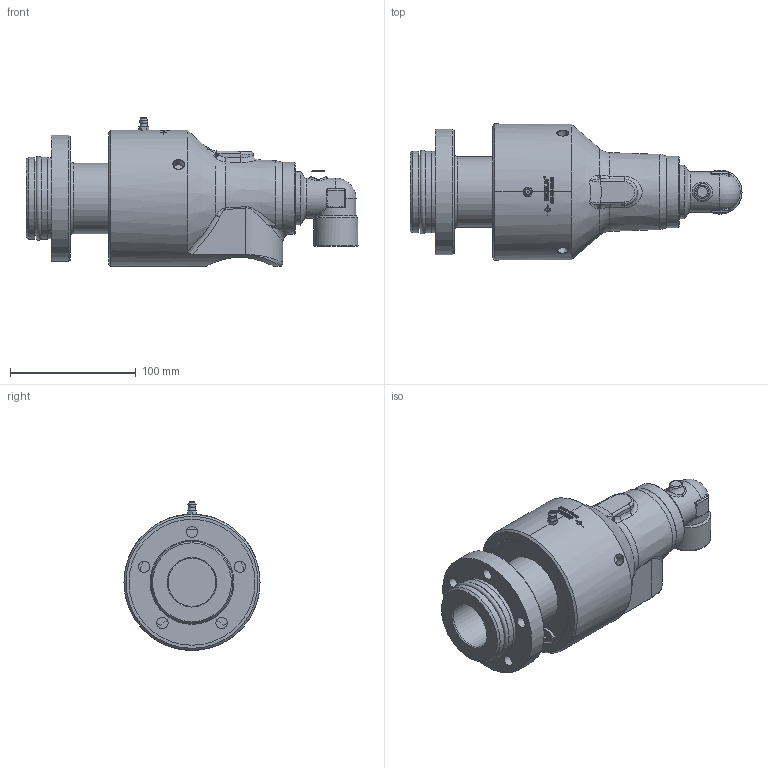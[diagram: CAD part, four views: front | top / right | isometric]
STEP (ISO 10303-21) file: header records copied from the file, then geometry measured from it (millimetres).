
FILE_DESCRIPTION(/* description */ (''),/* implementation_level */ '2;1');
FILE_NAME(/* name */ '555-000-765468-IC.stp',/* time_stamp */ '2020-05-20T13:20:05-05:00',/* author */ ('GALINDOLM'),/* organization */ (''),/* preprocessor_version */ 'ST-DEVELOPER v18',/* originating_system */ 'Autodesk Inventor 2020',/* authorisation */ '');
FILE_SCHEMA (('AUTOMOTIVE_DESIGN { 1 0 10303 214 3 1 1 }'));
Length unit declared in the file: millimetre
Products named in the file (1): 555-000-765468-IC
Bounding box: 263.6 x 108 x 117.99 mm (x, y, z)
Volume: 1106452.9 mm3; surface area: 123617.7 mm2
Topology: 2 solids, 6 shells, 585 faces, 1530 edges, 1000 vertices
Faces by surface type: plane 214, bspline 197, cylinder 120, cone 31, torus 12, sphere 11
Full cylindrical faces by diameter (mm): 3 x1, 3.12 x2, 3.2 x1, 4.361 x2, 5.359 x1, 8.6 x3, 9 x5, 15 x5, 22.631 x1, 26 x1, 32 x1, 35 x1, 37.313 x1, 38.1 x1, 43.256 x1, 53.7 x1, 56 x1, 57 x1, 58.67 x2, 64.6 x1, 65 x2, 90.07 x1, 92 x1, 97.2 x1, 100 x1
Entity records: 27309 total; most frequent: CARTESIAN_POINT 13557, ORIENTED_EDGE 3020, DIRECTION 2402, EDGE_CURVE 1510, VERTEX_POINT 1000, AXIS2_PLACEMENT_3D 947, EDGE_LOOP 662, FACE_OUTER_BOUND 585
